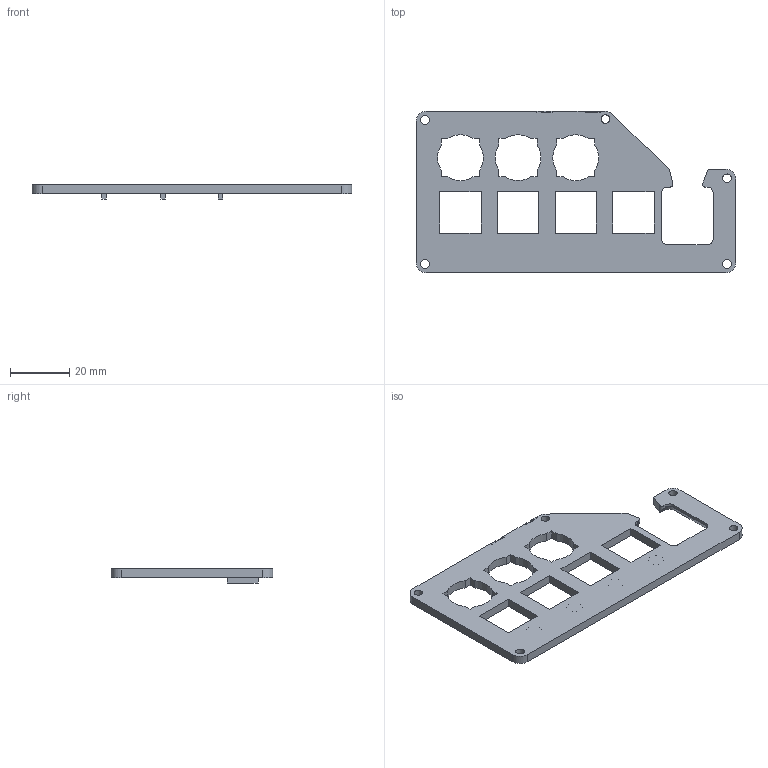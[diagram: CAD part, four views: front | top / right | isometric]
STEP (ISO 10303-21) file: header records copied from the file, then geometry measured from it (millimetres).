
FILE_DESCRIPTION(/* description */ ('STEP AP242','CAx-IF Rec.Pracs.---Representation and Presentation of Product Manufacturing Information (PMI)---4.0---2014-10-13','CAx-IF Rec.Pracs.---3D Tessellated Geometry---0.4---2014-09-14','2;1'),/* implementation_level */ '2;1');
FILE_NAME(/* name */ '6717185be360df48201a010d',/* time_stamp */ '2024-10-22T03:13:32Z',/* author */ (''),/* organization */ (''),/* preprocessor_version */ 'ST-DEVELOPER v20',/* originating_system */ ' ',/* authorisation */ ' ');
FILE_SCHEMA (('AP242_MANAGED_MODEL_BASED_3D_ENGINEERING_MIM_LF { 1 0 10303 442 1 1 4 }'));
Length unit declared in the file: metre
Products named in the file (1): Plate
Bounding box: 108.16 x 54.7 x 4.75 mm (x, y, z)
Volume: 9888.2 mm3; surface area: 9541 mm2
Topology: 1 solids, 1 shells, 395 faces, 1101 edges, 732 vertices
Faces by surface type: bspline 192, plane 131, cylinder 64, cone 8
Full cylindrical faces by diameter (mm): 2.9 x5
Entity records: 13668 total; most frequent: CARTESIAN_POINT 4720, ORIENTED_EDGE 2176, DIRECTION 1244, EDGE_CURVE 1088, VERTEX_POINT 728, LINE 564, VECTOR 564, EDGE_LOOP 452
